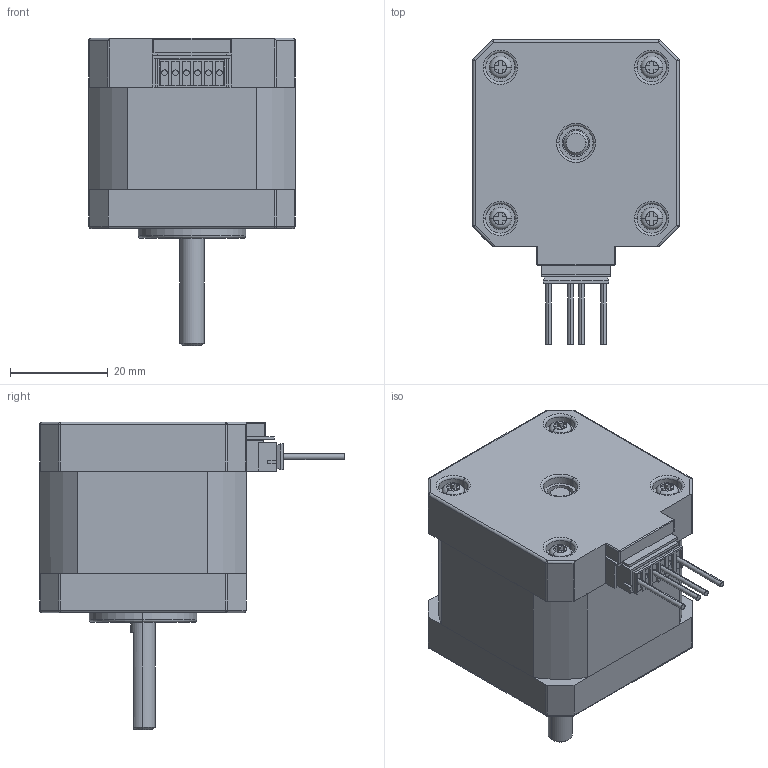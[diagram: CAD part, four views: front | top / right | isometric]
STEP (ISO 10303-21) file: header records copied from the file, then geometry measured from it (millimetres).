
FILE_DESCRIPTION (( 'STEP AP214' ), '1' );
FILE_NAME ('17HS15-1504S-X1.STEP', '2021-08-11T02:45:53', ( '' ), ( '' ), 'SwSTEP 2.0', 'SolidWorks 2016', '' );
FILE_SCHEMA (( 'AUTOMOTIVE_DESIGN' ));
Length unit declared in the file: millimetre
Products named in the file (1): 17HS15-1504S-X1
Bounding box: 42.32 x 62.4 x 63 mm (x, y, z)
Volume: 68476.3 mm3; surface area: 11667.7 mm2
Topology: 1 solids, 1 shells, 388 faces, 970 edges, 597 vertices
Faces by surface type: plane 237, cylinder 97, torus 26, sphere 15, cone 13
Entity records: 14352 total; most frequent: CARTESIAN_POINT 2215, DIRECTION 1920, ORIENTED_EDGE 1910, EDGE_CURVE 955, AXIS2_PLACEMENT_3D 664, VERTEX_POINT 597, VECTOR 592, LINE 592
